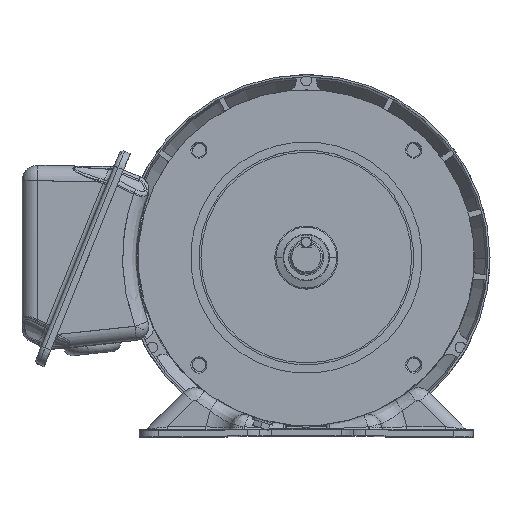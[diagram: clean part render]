
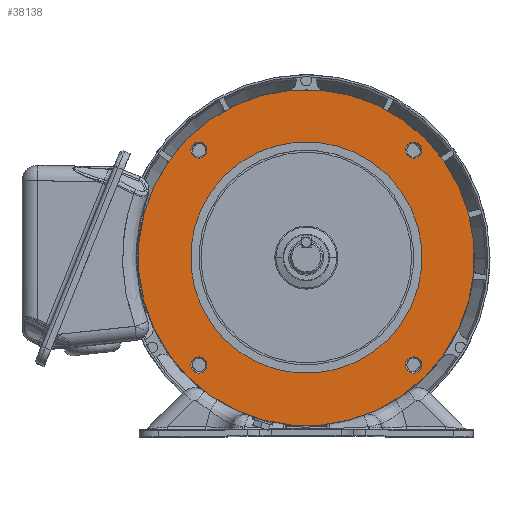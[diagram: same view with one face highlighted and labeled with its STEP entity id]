
A CAD part, top view. The second image highlights one B-rep face of the part: STEP entity #38138.
In plain terms, the highlighted planar face has unit normal (0, 0, 1).
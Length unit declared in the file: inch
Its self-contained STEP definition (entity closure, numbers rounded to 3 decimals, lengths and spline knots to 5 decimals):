
#380 = VERTEX_POINT ( 'NONE', #41053 ) ;
#4792 = CARTESIAN_POINT ( 'NONE',  ( -1.97656, 1.97656, 5.635 ) ) ;
#6108 = DIRECTION ( 'NONE',  ( -0.707, 0.707, 0. ) ) ;
#10117 = ORIENTED_EDGE ( 'NONE', *, *, #108958, .F. ) ;
#12651 = AXIS2_PLACEMENT_3D ( 'NONE', #57717, #104846, #140934 ) ;
#14493 = ORIENTED_EDGE ( 'NONE', *, *, #64254, .F. ) ;
#14810 = DIRECTION ( 'NONE',  ( -0.707, 0.707, 0. ) ) ;
#15497 = EDGE_CURVE ( 'NONE', #99345, #15876, #93545, .T. ) ;
#15789 = EDGE_CURVE ( 'NONE', #139605, #137870, #145948, .T. ) ;
#15876 = VERTEX_POINT ( 'NONE', #47046 ) ;
#18535 = CARTESIAN_POINT ( 'NONE',  ( 2.08791, 2.08791, 5.635 ) ) ;
#22256 = PLANE ( 'NONE',  #12651 ) ;
#22736 = EDGE_LOOP ( 'NONE', ( #72216, #14493 ) ) ;
#24494 = EDGE_LOOP ( 'NONE', ( #10117, #52342 ) ) ;
#24741 = CIRCLE ( 'NONE', #34991, 3.26772 ) ;
#26222 = CARTESIAN_POINT ( 'NONE',  ( 2.08791, -2.08791, 5.635 ) ) ;
#26503 = ORIENTED_EDGE ( 'NONE', *, *, #109875, .F. ) ;
#29404 = FACE_BOUND ( 'NONE', #141491, .T. ) ;
#29477 = CARTESIAN_POINT ( 'NONE',  ( -1.59099, 1.59099, 5.635 ) ) ;
#29554 = DIRECTION ( 'NONE',  ( -0.707, -0.707, 0. ) ) ;
#29602 = CARTESIAN_POINT ( 'NONE',  ( 0., 0., 5.635 ) ) ;
#32783 = ORIENTED_EDGE ( 'NONE', *, *, #15789, .F. ) ;
#33111 = VERTEX_POINT ( 'NONE', #4792 ) ;
#34991 = AXIS2_PLACEMENT_3D ( 'NONE', #29602, #90137, #77568 ) ;
#37452 = CARTESIAN_POINT ( 'NONE',  ( -1.97656, -1.97656, 5.635 ) ) ;
#37645 = AXIS2_PLACEMENT_3D ( 'NONE', #131683, #108151, #48527 ) ;
#38138 = ADVANCED_FACE ( 'NONE', ( #91120, #48138, #29404, #100517, #55598, #70589 ), #22256, .F. ) ;
#38600 = AXIS2_PLACEMENT_3D ( 'NONE', #71555, #47574, #46022 ) ;
#38669 = CIRCLE ( 'NONE', #70105, 0.15748 ) ;
#41053 = CARTESIAN_POINT ( 'NONE',  ( 1.97656, 1.97656, 5.635 ) ) ;
#43261 = CARTESIAN_POINT ( 'NONE',  ( -2.08791, -2.08791, 5.635 ) ) ;
#44044 = AXIS2_PLACEMENT_3D ( 'NONE', #43261, #126896, #117243 ) ;
#44437 = ORIENTED_EDGE ( 'NONE', *, *, #154030, .F. ) ;
#46022 = DIRECTION ( 'NONE',  ( -0.707, -0.707, 0. ) ) ;
#47046 = CARTESIAN_POINT ( 'NONE',  ( 2.31062, -2.31062, 5.635 ) ) ;
#47574 = DIRECTION ( 'NONE',  ( 0., 0., 1. ) ) ;
#48138 = FACE_BOUND ( 'NONE', #83695, .T. ) ;
#48527 = DIRECTION ( 'NONE',  ( -0.707, 0.707, 0. ) ) ;
#49399 = CIRCLE ( 'NONE', #70351, 0.15748 ) ;
#50491 = CARTESIAN_POINT ( 'NONE',  ( 2.19927, 2.19927, 5.635 ) ) ;
#52175 = CARTESIAN_POINT ( 'NONE',  ( 2.08791, 2.08791, 5.635 ) ) ;
#52288 = AXIS2_PLACEMENT_3D ( 'NONE', #149597, #90941, #78374 ) ;
#52342 = ORIENTED_EDGE ( 'NONE', *, *, #106441, .F. ) ;
#53398 = ORIENTED_EDGE ( 'NONE', *, *, #15497, .F. ) ;
#53935 = CARTESIAN_POINT ( 'NONE',  ( -2.19927, 2.19927, 5.635 ) ) ;
#55598 = FACE_BOUND ( 'NONE', #24494, .T. ) ;
#57088 = VERTEX_POINT ( 'NONE', #85378 ) ;
#57099 = DIRECTION ( 'NONE',  ( 0., 0., 1. ) ) ;
#57603 = DIRECTION ( 'NONE',  ( -0.707, 0.707, 0. ) ) ;
#57717 = CARTESIAN_POINT ( 'NONE',  ( 2.31062, -2.31062, 5.635 ) ) ;
#59523 = EDGE_LOOP ( 'NONE', ( #53398, #80507 ) ) ;
#61785 = CARTESIAN_POINT ( 'NONE',  ( 0., 0., 5.635 ) ) ;
#62230 = DIRECTION ( 'NONE',  ( 0., 0., 1. ) ) ;
#62273 = VERTEX_POINT ( 'NONE', #53935 ) ;
#63721 = EDGE_CURVE ( 'NONE', #72107, #380, #38669, .T. ) ;
#64254 = EDGE_CURVE ( 'NONE', #33111, #62273, #87162, .T. ) ;
#65234 = ORIENTED_EDGE ( 'NONE', *, *, #122872, .F. ) ;
#65491 = VERTEX_POINT ( 'NONE', #29477 ) ;
#66079 = AXIS2_PLACEMENT_3D ( 'NONE', #129129, #117569, #140104 ) ;
#70105 = AXIS2_PLACEMENT_3D ( 'NONE', #52175, #122231, #75112 ) ;
#70351 = AXIS2_PLACEMENT_3D ( 'NONE', #18535, #101176, #29554 ) ;
#70589 = FACE_OUTER_BOUND ( 'NONE', #59523, .T. ) ;
#70860 = EDGE_CURVE ( 'NONE', #62273, #33111, #125773, .T. ) ;
#71555 = CARTESIAN_POINT ( 'NONE',  ( -2.08791, -2.08791, 5.635 ) ) ;
#72107 = VERTEX_POINT ( 'NONE', #50491 ) ;
#72216 = ORIENTED_EDGE ( 'NONE', *, *, #70860, .F. ) ;
#74178 = CARTESIAN_POINT ( 'NONE',  ( 2.19927, -1.97656, 5.635 ) ) ;
#75112 = DIRECTION ( 'NONE',  ( -0.707, -0.707, 0. ) ) ;
#76005 = CIRCLE ( 'NONE', #124202, 2.25 ) ;
#77568 = DIRECTION ( 'NONE',  ( -0.707, 0.707, 0. ) ) ;
#78374 = DIRECTION ( 'NONE',  ( -0.707, 0.707, 0. ) ) ;
#80507 = ORIENTED_EDGE ( 'NONE', *, *, #81813, .F. ) ;
#80555 = CIRCLE ( 'NONE', #66079, 0.15748 ) ;
#81813 = EDGE_CURVE ( 'NONE', #15876, #99345, #24741, .T. ) ;
#83695 = EDGE_LOOP ( 'NONE', ( #26503, #147061 ) ) ;
#85378 = CARTESIAN_POINT ( 'NONE',  ( 1.59099, -1.59099, 5.635 ) ) ;
#86582 = AXIS2_PLACEMENT_3D ( 'NONE', #61785, #97907, #14810 ) ;
#87162 = CIRCLE ( 'NONE', #152366, 0.15748 ) ;
#90137 = DIRECTION ( 'NONE',  ( 0., 0., -1. ) ) ;
#90941 = DIRECTION ( 'NONE',  ( 0., 0., 1. ) ) ;
#91120 = FACE_BOUND ( 'NONE', #22736, .T. ) ;
#93545 = CIRCLE ( 'NONE', #86582, 3.26772 ) ;
#97907 = DIRECTION ( 'NONE',  ( 0., 0., -1. ) ) ;
#99345 = VERTEX_POINT ( 'NONE', #151344 ) ;
#100517 = FACE_BOUND ( 'NONE', #101465, .T. ) ;
#101176 = DIRECTION ( 'NONE',  ( 0., 0., 1. ) ) ;
#101465 = EDGE_LOOP ( 'NONE', ( #44437, #32783 ) ) ;
#104846 = DIRECTION ( 'NONE',  ( 0., 0., -1. ) ) ;
#106441 = EDGE_CURVE ( 'NONE', #57088, #65491, #76005, .T. ) ;
#107900 = AXIS2_PLACEMENT_3D ( 'NONE', #26222, #62230, #145950 ) ;
#108151 = DIRECTION ( 'NONE',  ( 0., 0., 1. ) ) ;
#108958 = EDGE_CURVE ( 'NONE', #65491, #57088, #137484, .T. ) ;
#109875 = EDGE_CURVE ( 'NONE', #380, #72107, #49399, .T. ) ;
#110140 = CARTESIAN_POINT ( 'NONE',  ( -2.19927, -2.19927, 5.635 ) ) ;
#112717 = DIRECTION ( 'NONE',  ( 0., 0., 1. ) ) ;
#117243 = DIRECTION ( 'NONE',  ( -0.707, -0.707, 0. ) ) ;
#117569 = DIRECTION ( 'NONE',  ( 0., 0., 1. ) ) ;
#119886 = CIRCLE ( 'NONE', #44044, 0.15748 ) ;
#122231 = DIRECTION ( 'NONE',  ( 0., 0., 1. ) ) ;
#122872 = EDGE_CURVE ( 'NONE', #150536, #123753, #80555, .T. ) ;
#123753 = VERTEX_POINT ( 'NONE', #74178 ) ;
#124202 = AXIS2_PLACEMENT_3D ( 'NONE', #148827, #112717, #6108 ) ;
#125773 = CIRCLE ( 'NONE', #37645, 0.15748 ) ;
#126896 = DIRECTION ( 'NONE',  ( 0., 0., 1. ) ) ;
#128856 = ORIENTED_EDGE ( 'NONE', *, *, #138727, .F. ) ;
#129129 = CARTESIAN_POINT ( 'NONE',  ( 2.08791, -2.08791, 5.635 ) ) ;
#129827 = CARTESIAN_POINT ( 'NONE',  ( -2.08791, 2.08791, 5.635 ) ) ;
#131357 = CIRCLE ( 'NONE', #107900, 0.15748 ) ;
#131683 = CARTESIAN_POINT ( 'NONE',  ( -2.08791, 2.08791, 5.635 ) ) ;
#137484 = CIRCLE ( 'NONE', #52288, 2.25 ) ;
#137870 = VERTEX_POINT ( 'NONE', #110140 ) ;
#138727 = EDGE_CURVE ( 'NONE', #123753, #150536, #131357, .T. ) ;
#139605 = VERTEX_POINT ( 'NONE', #37452 ) ;
#140104 = DIRECTION ( 'NONE',  ( -0.707, -0.707, 0. ) ) ;
#140934 = DIRECTION ( 'NONE',  ( 0.707, -0.707, 0. ) ) ;
#141491 = EDGE_LOOP ( 'NONE', ( #65234, #128856 ) ) ;
#141853 = CARTESIAN_POINT ( 'NONE',  ( 1.97656, -2.19927, 5.635 ) ) ;
#145948 = CIRCLE ( 'NONE', #38600, 0.15748 ) ;
#145950 = DIRECTION ( 'NONE',  ( -0.707, -0.707, 0. ) ) ;
#147061 = ORIENTED_EDGE ( 'NONE', *, *, #63721, .F. ) ;
#148827 = CARTESIAN_POINT ( 'NONE',  ( 0., 0., 5.635 ) ) ;
#149597 = CARTESIAN_POINT ( 'NONE',  ( 0., 0., 5.635 ) ) ;
#150536 = VERTEX_POINT ( 'NONE', #141853 ) ;
#151344 = CARTESIAN_POINT ( 'NONE',  ( -2.31062, 2.31062, 5.635 ) ) ;
#152366 = AXIS2_PLACEMENT_3D ( 'NONE', #129827, #57099, #57603 ) ;
#154030 = EDGE_CURVE ( 'NONE', #137870, #139605, #119886, .T. ) ;
